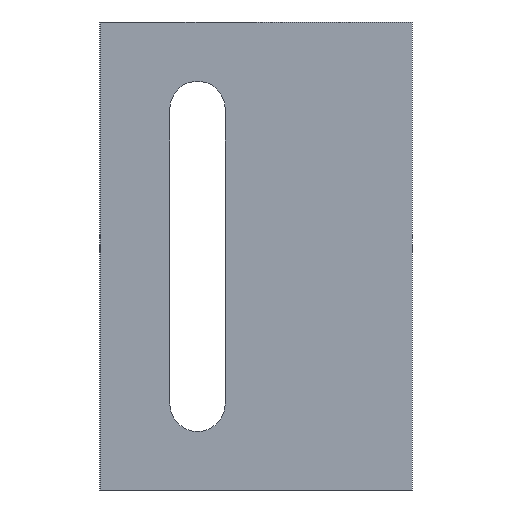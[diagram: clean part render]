
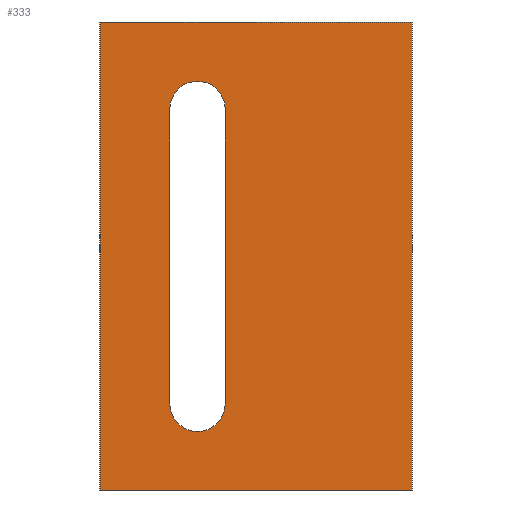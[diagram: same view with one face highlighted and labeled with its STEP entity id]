
A CAD part, front view. The second image highlights one B-rep face of the part: STEP entity #333.
In plain terms, the highlighted planar face has unit normal (0, -1, 0).
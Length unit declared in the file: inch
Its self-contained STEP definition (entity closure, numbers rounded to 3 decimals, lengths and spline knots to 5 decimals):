
#16 = DIRECTION ( 'NONE',  ( 0., 0., -1. ) ) ;
#17 = VECTOR ( 'NONE', #16, 39.37008 ) ;
#18 = CARTESIAN_POINT ( 'NONE',  ( 0.5, -0.25, 0.75 ) ) ;
#19 = LINE ( 'NONE', #18, #17 ) ;
#20 = CARTESIAN_POINT ( 'NONE',  ( -0.099, -0.25, -0.474 ) ) ;
#21 = DIRECTION ( 'NONE',  ( 0., 0., -1. ) ) ;
#22 = VECTOR ( 'NONE', #21, 39.37008 ) ;
#23 = CARTESIAN_POINT ( 'NONE',  ( -0.099, -0.25, 0.4715 ) ) ;
#24 = LINE ( 'NONE', #23, #22 ) ;
#25 = DIRECTION ( 'NONE',  ( 0., 0., 1. ) ) ;
#26 = DIRECTION ( 'NONE',  ( 0., 1., 0. ) ) ;
#27 = CARTESIAN_POINT ( 'NONE',  ( -0.5, -0.25, 0.75 ) ) ;
#28 = AXIS2_PLACEMENT_3D ( 'NONE', #27, #26, #25 ) ;
#29 = PLANE ( 'NONE',  #28 ) ;
#30 = FACE_OUTER_BOUND ( 'NONE', #211, .T. ) ;
#31 = FACE_BOUND ( 'NONE', #334, .T. ) ;
#82 = CARTESIAN_POINT ( 'NONE',  ( -0.5, -0.25, 0.75 ) ) ;
#83 = DIRECTION ( 'NONE',  ( 0., 0., -1. ) ) ;
#84 = VECTOR ( 'NONE', #83, 39.37008 ) ;
#85 = CARTESIAN_POINT ( 'NONE',  ( -0.5, -0.25, 0.75 ) ) ;
#86 = LINE ( 'NONE', #85, #84 ) ;
#92 = CARTESIAN_POINT ( 'NONE',  ( -0.5, -0.25, -0.75 ) ) ;
#207 = ORIENTED_EDGE ( 'NONE', *, *, #339, .F. ) ;
#208 = VERTEX_POINT ( 'NONE', #346 ) ;
#209 = VERTEX_POINT ( 'NONE', #345 ) ;
#210 = ORIENTED_EDGE ( 'NONE', *, *, #310, .T. ) ;
#211 = EDGE_LOOP ( 'NONE', ( #213, #207, #340, #262 ) ) ;
#212 = EDGE_CURVE ( 'NONE', #324, #209, #344, .T. ) ;
#213 = ORIENTED_EDGE ( 'NONE', *, *, #212, .T. ) ;
#214 = EDGE_CURVE ( 'NONE', #215, #271, #394, .T. ) ;
#215 = VERTEX_POINT ( 'NONE', #389 ) ;
#216 = ORIENTED_EDGE ( 'NONE', *, *, #214, .T. ) ;
#217 = EDGE_CURVE ( 'NONE', #220, #215, #388, .T. ) ;
#218 = ORIENTED_EDGE ( 'NONE', *, *, #217, .T. ) ;
#219 = EDGE_CURVE ( 'NONE', #337, #220, #384, .T. ) ;
#220 = VERTEX_POINT ( 'NONE', #379 ) ;
#261 = EDGE_CURVE ( 'NONE', #327, #208, #573, .T. ) ;
#262 = ORIENTED_EDGE ( 'NONE', *, *, #326, .T. ) ;
#271 = VERTEX_POINT ( 'NONE', #455 ) ;
#272 = VERTEX_POINT ( 'NONE', #454 ) ;
#310 = EDGE_CURVE ( 'NONE', #271, #272, #548, .T. ) ;
#324 = VERTEX_POINT ( 'NONE', #92 ) ;
#326 = EDGE_CURVE ( 'NONE', #327, #324, #86, .T. ) ;
#327 = VERTEX_POINT ( 'NONE', #82 ) ;
#333 = ADVANCED_FACE ( 'NONE', ( #31, #30 ), #29, .F. ) ;
#334 = EDGE_LOOP ( 'NONE', ( #335, #338, #218, #216, #210 ) ) ;
#335 = ORIENTED_EDGE ( 'NONE', *, *, #336, .T. ) ;
#336 = EDGE_CURVE ( 'NONE', #272, #337, #24, .T. ) ;
#337 = VERTEX_POINT ( 'NONE', #20 ) ;
#338 = ORIENTED_EDGE ( 'NONE', *, *, #219, .T. ) ;
#339 = EDGE_CURVE ( 'NONE', #208, #209, #19, .T. ) ;
#340 = ORIENTED_EDGE ( 'NONE', *, *, #261, .F. ) ;
#341 = DIRECTION ( 'NONE',  ( 1., 0., 0. ) ) ;
#342 = VECTOR ( 'NONE', #341, 39.37008 ) ;
#343 = CARTESIAN_POINT ( 'NONE',  ( -0.5, -0.25, -0.75 ) ) ;
#344 = LINE ( 'NONE', #343, #342 ) ;
#345 = CARTESIAN_POINT ( 'NONE',  ( 0.5, -0.25, -0.75 ) ) ;
#346 = CARTESIAN_POINT ( 'NONE',  ( 0.5, -0.25, 0.75 ) ) ;
#379 = CARTESIAN_POINT ( 'NONE',  ( -0.276, -0.25, -0.474 ) ) ;
#380 = DIRECTION ( 'NONE',  ( 0., 0., 1. ) ) ;
#381 = DIRECTION ( 'NONE',  ( 0., 1., 0. ) ) ;
#382 = CARTESIAN_POINT ( 'NONE',  ( -0.1875, -0.25, -0.474 ) ) ;
#383 = AXIS2_PLACEMENT_3D ( 'NONE', #382, #381, #380 ) ;
#384 = CIRCLE ( 'NONE', #383, 0.0885 ) ;
#385 = DIRECTION ( 'NONE',  ( 0., 0., 1. ) ) ;
#386 = VECTOR ( 'NONE', #385, 39.37008 ) ;
#387 = CARTESIAN_POINT ( 'NONE',  ( -0.276, -0.25, -0.474 ) ) ;
#388 = LINE ( 'NONE', #387, #386 ) ;
#389 = CARTESIAN_POINT ( 'NONE',  ( -0.276, -0.25, 0.4715 ) ) ;
#390 = DIRECTION ( 'NONE',  ( 0., 0., 1. ) ) ;
#391 = DIRECTION ( 'NONE',  ( 0., 1., 0. ) ) ;
#392 = CARTESIAN_POINT ( 'NONE',  ( -0.1875, -0.25, 0.4715 ) ) ;
#393 = AXIS2_PLACEMENT_3D ( 'NONE', #392, #391, #390 ) ;
#394 = CIRCLE ( 'NONE', #393, 0.0885 ) ;
#454 = CARTESIAN_POINT ( 'NONE',  ( -0.099, -0.25, 0.4715 ) ) ;
#455 = CARTESIAN_POINT ( 'NONE',  ( -0.1875, -0.25, 0.56 ) ) ;
#539 = DIRECTION ( 'NONE',  ( 0., 0., 1. ) ) ;
#540 = DIRECTION ( 'NONE',  ( 0., 1., 0. ) ) ;
#541 = CARTESIAN_POINT ( 'NONE',  ( -0.1875, -0.25, 0.4715 ) ) ;
#542 = AXIS2_PLACEMENT_3D ( 'NONE', #541, #540, #539 ) ;
#548 = CIRCLE ( 'NONE', #542, 0.0885 ) ;
#570 = DIRECTION ( 'NONE',  ( 1., 0., 0. ) ) ;
#571 = VECTOR ( 'NONE', #570, 39.37008 ) ;
#572 = CARTESIAN_POINT ( 'NONE',  ( -0.5, -0.25, 0.75 ) ) ;
#573 = LINE ( 'NONE', #572, #571 ) ;
